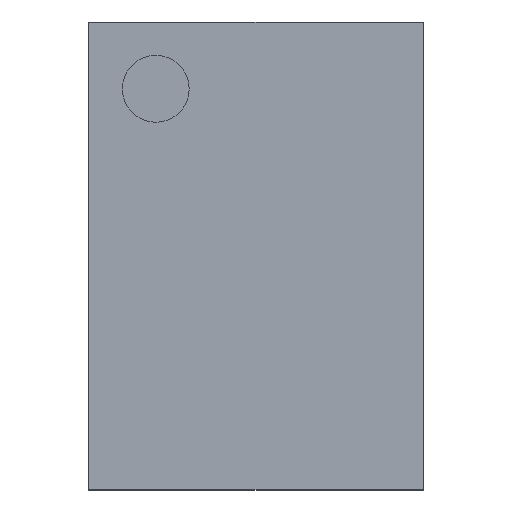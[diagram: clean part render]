
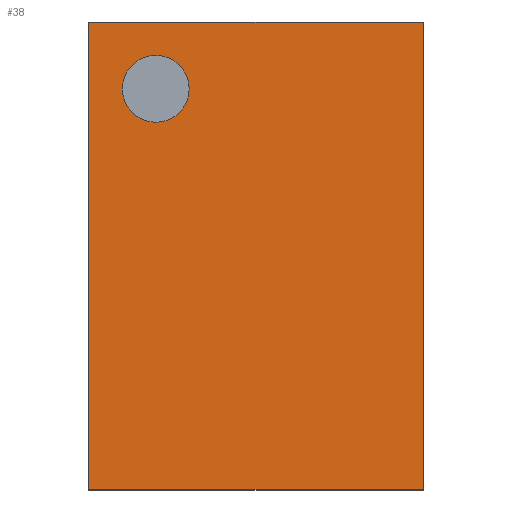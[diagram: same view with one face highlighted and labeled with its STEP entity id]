
A CAD part, top view. The second image highlights one B-rep face of the part: STEP entity #38.
In plain terms, the highlighted planar face has unit normal (0, 0, 1).
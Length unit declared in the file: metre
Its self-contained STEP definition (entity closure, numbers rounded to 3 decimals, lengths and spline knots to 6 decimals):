
#38=ADVANCED_FACE('0:10487',(#76,#77),#78,.T.);
#76=FACE_BOUND('',#113,.T.);
#77=FACE_OUTER_BOUND('',#114,.T.);
#78=PLANE('',#115);
#113=EDGE_LOOP('',(#177,#178));
#114=EDGE_LOOP('',(#179,#180,#181,#182));
#115=AXIS2_PLACEMENT_3D('',#183,#184,#185);
#177=ORIENTED_EDGE('',*,*,#317,.F.);
#178=ORIENTED_EDGE('',*,*,#321,.F.);
#179=ORIENTED_EDGE('',*,*,#322,.F.);
#180=ORIENTED_EDGE('',*,*,#323,.F.);
#181=ORIENTED_EDGE('',*,*,#324,.F.);
#182=ORIENTED_EDGE('',*,*,#325,.F.);
#183=CARTESIAN_POINT('',(-0.0025,0.0035,0.00085));
#184=DIRECTION('',(0.0,0.0,1.0));
#185=DIRECTION('',(1.0,0.0,0.0));
#317=EDGE_CURVE('0:11215',#421,#417,#423,.T.);
#321=EDGE_CURVE('0:11215',#417,#421,#427,.T.);
#322=EDGE_CURVE('0:211',#428,#429,#430,.T.);
#323=EDGE_CURVE('0:241',#431,#428,#432,.T.);
#324=EDGE_CURVE('0:232',#433,#431,#434,.T.);
#325=EDGE_CURVE('0:223',#429,#433,#435,.T.);
#417=VERTEX_POINT('',#676);
#421=VERTEX_POINT('',#681);
#423=CIRCLE('',#684,0.0005);
#427=CIRCLE('',#688,0.0005);
#428=VERTEX_POINT('',#689);
#429=VERTEX_POINT('',#690);
#430=LINE('',#691,#692);
#431=VERTEX_POINT('',#693);
#432=LINE('',#694,#695);
#433=VERTEX_POINT('',#696);
#434=LINE('',#697,#698);
#435=LINE('',#699,#700);
#676=CARTESIAN_POINT('',(-0.001,0.0025,0.00085));
#681=CARTESIAN_POINT('',(-0.002,0.0025,0.00085));
#684=AXIS2_PLACEMENT_3D('',#841,#842,#843);
#688=AXIS2_PLACEMENT_3D('',#847,#848,#849);
#689=CARTESIAN_POINT('',(0.0025,-0.0035,0.00085));
#690=CARTESIAN_POINT('',(-0.0025,-0.0035,0.00085));
#691=CARTESIAN_POINT('',(0.0025,-0.0035,0.00085));
#692=VECTOR('',#850,1.0);
#693=CARTESIAN_POINT('',(0.0025,0.0035,0.00085));
#694=CARTESIAN_POINT('',(0.0025,0.0035,0.00085));
#695=VECTOR('',#851,1.0);
#696=CARTESIAN_POINT('',(-0.0025,0.0035,0.00085));
#697=CARTESIAN_POINT('',(-0.0025,0.0035,0.00085));
#698=VECTOR('',#852,1.0);
#699=CARTESIAN_POINT('',(-0.0025,-0.0035,0.00085));
#700=VECTOR('',#853,1.0);
#841=CARTESIAN_POINT('',(-0.0015,0.0025,0.00085));
#842=DIRECTION('',(0.0,0.0,1.0));
#843=DIRECTION('',(1.0,0.0,0.0));
#847=CARTESIAN_POINT('',(-0.0015,0.0025,0.00085));
#848=DIRECTION('',(0.0,0.0,1.0));
#849=DIRECTION('',(1.0,0.0,0.0));
#850=DIRECTION('',(-1.0,0.0,0.0));
#851=DIRECTION('',(0.0,-1.0,0.0));
#852=DIRECTION('',(1.0,0.0,0.0));
#853=DIRECTION('',(0.0,1.0,0.0));
